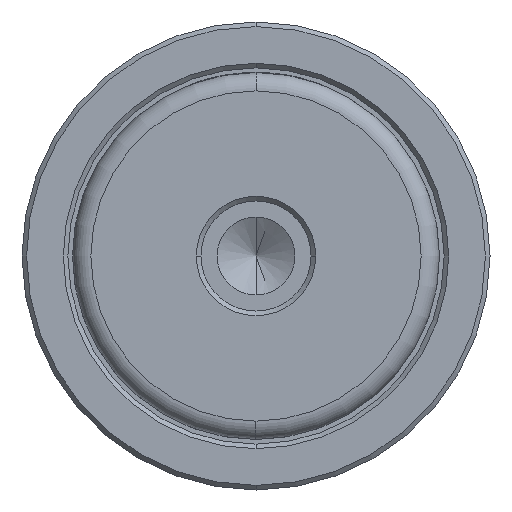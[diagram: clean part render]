
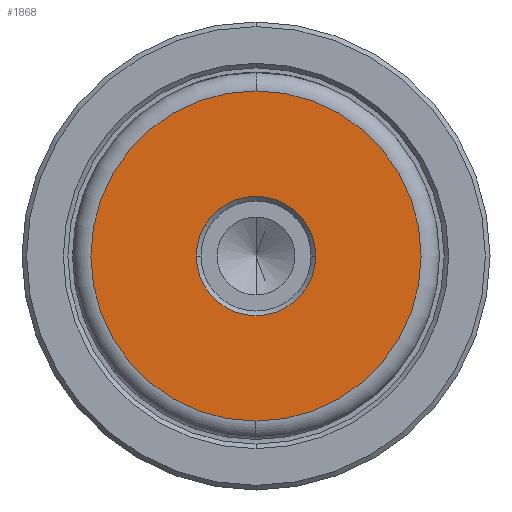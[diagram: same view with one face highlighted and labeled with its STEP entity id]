
A CAD part, left-side view. The second image highlights one B-rep face of the part: STEP entity #1868.
In plain terms, the highlighted planar face has unit normal (-1, 0, 0).
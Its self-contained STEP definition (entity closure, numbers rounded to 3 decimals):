
#48 = CARTESIAN_POINT ( 'NONE',  ( 0., 0., 0. ) ) ;
#63 = CARTESIAN_POINT ( 'NONE',  ( 0., 0., 0. ) ) ;
#248 = DIRECTION ( 'NONE',  ( 0., 0., 1. ) ) ;
#260 = DIRECTION ( 'NONE',  ( 0., 0., 1. ) ) ;
#312 = DIRECTION ( 'NONE',  ( -1., 0., 0. ) ) ;
#365 = EDGE_CURVE ( 'NONE', #2046, #595, #587, .T. ) ;
#509 = ORIENTED_EDGE ( 'NONE', *, *, #1719, .T. ) ;
#587 = CIRCLE ( 'NONE', #1917, 6.5 ) ;
#595 = VERTEX_POINT ( 'NONE', #1673 ) ;
#598 = DIRECTION ( 'NONE',  ( 1., 0., 0. ) ) ;
#620 = EDGE_CURVE ( 'NONE', #1651, #948, #1639, .T. ) ;
#695 = CARTESIAN_POINT ( 'NONE',  ( 0., 6.5, 0. ) ) ;
#732 = CARTESIAN_POINT ( 'NONE',  ( 0., 0., 0. ) ) ;
#744 = DIRECTION ( 'NONE',  ( -1., 0., 0. ) ) ;
#786 = EDGE_LOOP ( 'NONE', ( #1746, #509 ) ) ;
#797 = CIRCLE ( 'NONE', #2076, 6.5 ) ;
#948 = VERTEX_POINT ( 'NONE', #1656 ) ;
#1229 = ORIENTED_EDGE ( 'NONE', *, *, #1301, .T. ) ;
#1274 = AXIS2_PLACEMENT_3D ( 'NONE', #732, #744, #2164 ) ;
#1301 = EDGE_CURVE ( 'NONE', #595, #2046, #797, .T. ) ;
#1317 = AXIS2_PLACEMENT_3D ( 'NONE', #48, #1439, #248 ) ;
#1379 = FACE_BOUND ( 'NONE', #2137, .T. ) ;
#1439 = DIRECTION ( 'NONE',  ( -1., 0., 0. ) ) ;
#1454 = DIRECTION ( 'NONE',  ( 1., 0., 0. ) ) ;
#1514 = CARTESIAN_POINT ( 'NONE',  ( 0., 0., 0. ) ) ;
#1559 = PLANE ( 'NONE',  #1274 ) ;
#1639 = CIRCLE ( 'NONE', #1317, 17.997 ) ;
#1645 = CIRCLE ( 'NONE', #2506, 17.997 ) ;
#1651 = VERTEX_POINT ( 'NONE', #1904 ) ;
#1656 = CARTESIAN_POINT ( 'NONE',  ( 0., 0., -17.997 ) ) ;
#1673 = CARTESIAN_POINT ( 'NONE',  ( 0., -6.5, 0. ) ) ;
#1719 = EDGE_CURVE ( 'NONE', #948, #1651, #1645, .T. ) ;
#1724 = DIRECTION ( 'NONE',  ( 0., 0., 1. ) ) ;
#1746 = ORIENTED_EDGE ( 'NONE', *, *, #620, .T. ) ;
#1813 = CARTESIAN_POINT ( 'NONE',  ( 0., 0., 0. ) ) ;
#1868 = ADVANCED_FACE ( 'NONE', ( #1379, #1935 ), #1559, .T. ) ;
#1904 = CARTESIAN_POINT ( 'NONE',  ( 0., 0., 17.997 ) ) ;
#1917 = AXIS2_PLACEMENT_3D ( 'NONE', #1813, #598, #2016 ) ;
#1935 = FACE_OUTER_BOUND ( 'NONE', #786, .T. ) ;
#2016 = DIRECTION ( 'NONE',  ( 0., 0., 1. ) ) ;
#2025 = ORIENTED_EDGE ( 'NONE', *, *, #365, .T. ) ;
#2046 = VERTEX_POINT ( 'NONE', #695 ) ;
#2076 = AXIS2_PLACEMENT_3D ( 'NONE', #63, #1454, #260 ) ;
#2137 = EDGE_LOOP ( 'NONE', ( #1229, #2025 ) ) ;
#2164 = DIRECTION ( 'NONE',  ( 0., 0., 1. ) ) ;
#2506 = AXIS2_PLACEMENT_3D ( 'NONE', #1514, #312, #1724 ) ;
